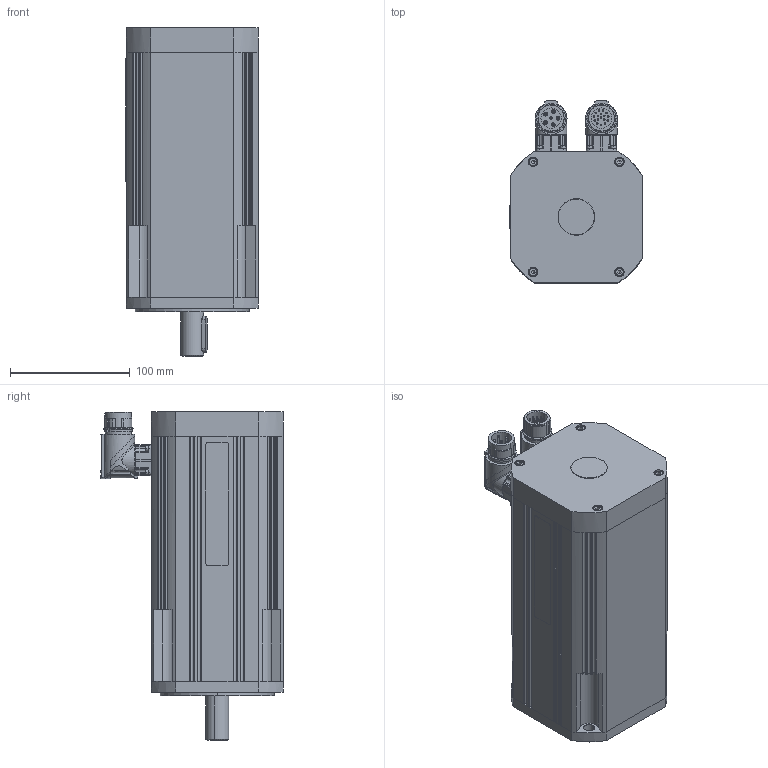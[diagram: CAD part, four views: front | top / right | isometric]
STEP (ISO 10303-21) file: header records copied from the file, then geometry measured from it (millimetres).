
FILE_DESCRIPTION((''),'2;1');
FILE_NAME('FP-1311 + Encoder Quantum QR145-07.stp','2012-06-25T10:17:13',('arodrigo'),(''),'Autodesk Inventor 9','Autodesk Inventor 9','');
FILE_SCHEMA(('AUTOMOTIVE_DESIGN { 1 0 10303 214 1 1 1 1 }'));
Length unit declared in the file: millimetre
Products named in the file (1): Pieza1
Bounding box: 110.5 x 152.15 x 274.4 mm (x, y, z)
Volume: 2675378.6 mm3; surface area: 163785.4 mm2
Topology: 1 solids, 21 shells, 1269 faces, 3357 edges, 2052 vertices
Faces by surface type: cylinder 532, plane 415, cone 140, bspline 86, torus 50, sphere 46
Entity records: 40196 total; most frequent: CARTESIAN_POINT 8842, DIRECTION 6939, ORIENTED_EDGE 6466, EDGE_CURVE 3233, AXIS2_PLACEMENT_3D 2759, VERTEX_POINT 2052, CIRCLE 1503, EDGE_LOOP 1435
